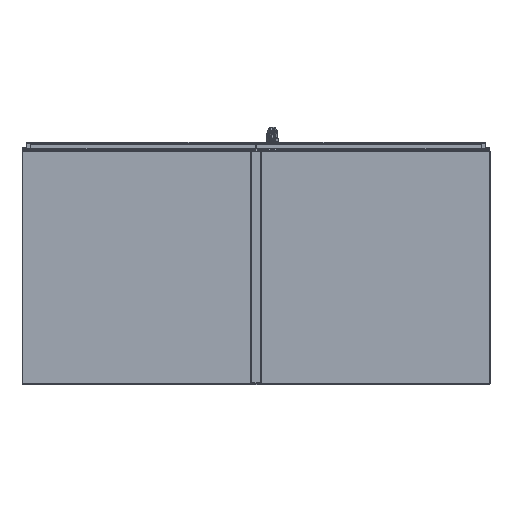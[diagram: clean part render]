
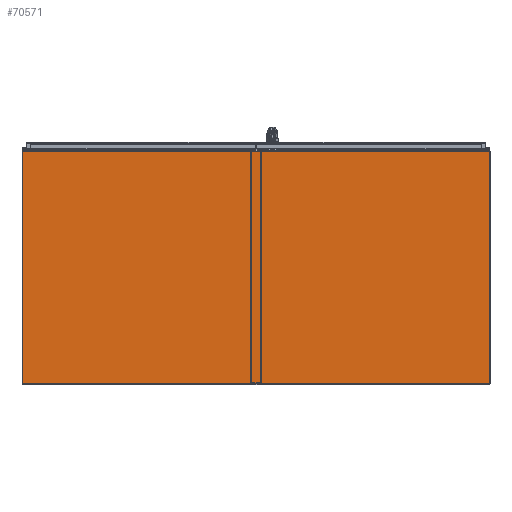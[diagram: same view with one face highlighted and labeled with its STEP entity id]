
A CAD part, front view. The second image highlights one B-rep face of the part: STEP entity #70571.
In plain terms, the highlighted face is planar.
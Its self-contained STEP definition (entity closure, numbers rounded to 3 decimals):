
#12420=PLANE('',#75117);
#14655=LINE('',#102626,#20111);
#14660=LINE('',#102642,#20116);
#14663=LINE('',#102648,#20119);
#14664=LINE('',#102649,#20120);
#20111=VECTOR('',#84074,0.394);
#20116=VECTOR('',#84095,0.394);
#20119=VECTOR('',#84100,0.394);
#20120=VECTOR('',#84101,0.394);
#24929=FACE_OUTER_BOUND('',#28037,.T.);
#28037=EDGE_LOOP('',(#58188,#58189,#58190,#58191));
#35317=VERTEX_POINT('',#102623);
#35318=VERTEX_POINT('',#102625);
#35321=VERTEX_POINT('',#102641);
#35323=VERTEX_POINT('',#102647);
#45388=EDGE_CURVE('',#35318,#35317,#14655,.T.);
#45396=EDGE_CURVE('',#35318,#35321,#14660,.T.);
#45399=EDGE_CURVE('',#35323,#35317,#14663,.T.);
#45400=EDGE_CURVE('',#35321,#35323,#14664,.T.);
#58188=ORIENTED_EDGE('',*,*,#45388,.T.);
#58189=ORIENTED_EDGE('',*,*,#45399,.F.);
#58190=ORIENTED_EDGE('',*,*,#45400,.F.);
#58191=ORIENTED_EDGE('',*,*,#45396,.F.);
#70571=ADVANCED_FACE('',(#24929),#12420,.T.);
#75117=AXIS2_PLACEMENT_3D('',#102646,#84098,#84099);
#84074=DIRECTION('',(1.,0.,0.));
#84095=DIRECTION('',(0.,1.,0.));
#84098=DIRECTION('center_axis',(0.,0.,1.));
#84099=DIRECTION('ref_axis',(1.,0.,0.));
#84100=DIRECTION('',(0.,-1.,0.));
#84101=DIRECTION('',(1.,0.,0.));
#102623=CARTESIAN_POINT('',(35.929,-17.768,0.134));
#102625=CARTESIAN_POINT('',(-35.929,-17.768,0.134));
#102626=CARTESIAN_POINT('',(-17.964,-17.768,0.134));
#102641=CARTESIAN_POINT('',(-35.929,17.996,0.134));
#102642=CARTESIAN_POINT('',(-35.929,-17.996,0.134));
#102646=CARTESIAN_POINT('Origin',(0.,0.,
0.134));
#102647=CARTESIAN_POINT('',(35.929,17.996,0.134));
#102648=CARTESIAN_POINT('',(35.929,17.996,0.134));
#102649=CARTESIAN_POINT('',(-35.929,17.996,0.134));
